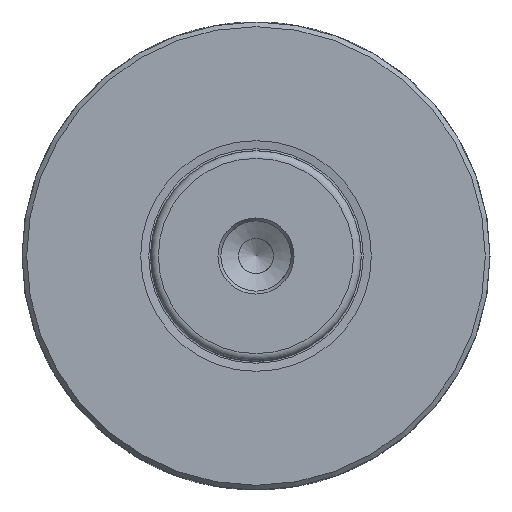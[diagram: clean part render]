
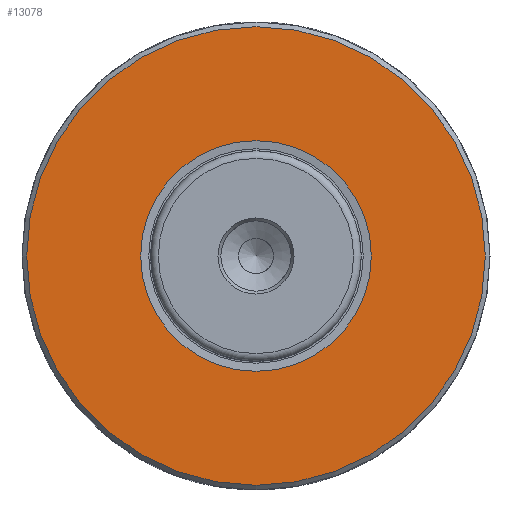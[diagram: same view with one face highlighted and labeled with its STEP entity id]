
A CAD part, left-side view. The second image highlights one B-rep face of the part: STEP entity #13078.
In plain terms, the highlighted planar face has unit normal (-1, 0, 0).
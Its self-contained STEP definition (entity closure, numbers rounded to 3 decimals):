
#675 = CARTESIAN_POINT ( 'NONE',  ( 0., 19.715, 0. ) ) ;
#783 = DIRECTION ( 'NONE',  ( 1., 0., 0. ) ) ;
#3309 = DIRECTION ( 'NONE',  ( 0., 0., -1. ) ) ;
#3982 = EDGE_LOOP ( 'NONE', ( #28083 ) ) ;
#4950 = CARTESIAN_POINT ( 'NONE',  ( 0., 0., 39.2 ) ) ;
#7364 = DIRECTION ( 'NONE',  ( 0., 0., 1. ) ) ;
#8933 = VERTEX_POINT ( 'NONE', #14461 ) ;
#9545 = CARTESIAN_POINT ( 'NONE',  ( 0., 0., 0. ) ) ;
#9568 = AXIS2_PLACEMENT_3D ( 'NONE', #9545, #26458, #7364 ) ;
#11776 = CIRCLE ( 'NONE', #9568, 19.715 ) ;
#12354 = EDGE_CURVE ( 'NONE', #22280, #22280, #14404, .T. ) ;
#13078 = ADVANCED_FACE ( 'NONE', ( #16975, #25913 ), #24366, .F. ) ;
#14404 = CIRCLE ( 'NONE', #26702, 39.2 ) ;
#14461 = CARTESIAN_POINT ( 'NONE',  ( 0., 0., 19.715 ) ) ;
#16975 = FACE_BOUND ( 'NONE', #27927, .T. ) ;
#17037 = ORIENTED_EDGE ( 'NONE', *, *, #18936, .F. ) ;
#18936 = EDGE_CURVE ( 'NONE', #8933, #8933, #11776, .T. ) ;
#22280 = VERTEX_POINT ( 'NONE', #4950 ) ;
#23334 = DIRECTION ( 'NONE',  ( 0., 0., 1. ) ) ;
#24366 = PLANE ( 'NONE',  #25360 ) ;
#25360 = AXIS2_PLACEMENT_3D ( 'NONE', #675, #783, #3309 ) ;
#25913 = FACE_OUTER_BOUND ( 'NONE', #3982, .T. ) ;
#25958 = DIRECTION ( 'NONE',  ( -1., 0., 0. ) ) ;
#26458 = DIRECTION ( 'NONE',  ( -1., 0., 0. ) ) ;
#26702 = AXIS2_PLACEMENT_3D ( 'NONE', #30568, #25958, #23334 ) ;
#27927 = EDGE_LOOP ( 'NONE', ( #17037 ) ) ;
#28083 = ORIENTED_EDGE ( 'NONE', *, *, #12354, .T. ) ;
#30568 = CARTESIAN_POINT ( 'NONE',  ( 0., 0., 0. ) ) ;
